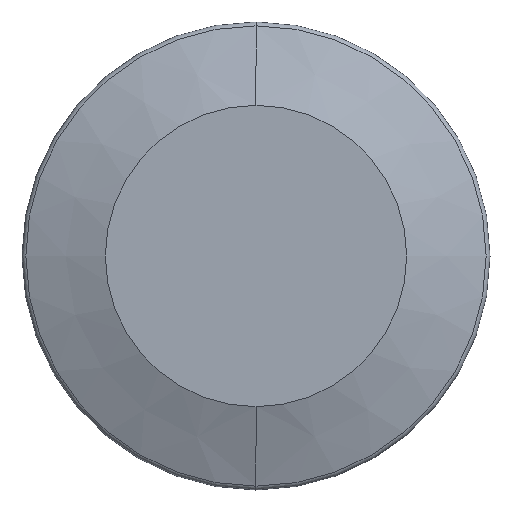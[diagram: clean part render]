
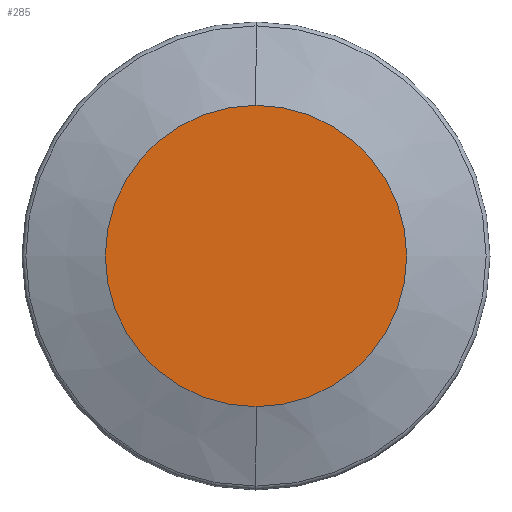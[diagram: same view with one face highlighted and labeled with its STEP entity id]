
A CAD part, left-side view. The second image highlights one B-rep face of the part: STEP entity #285.
In plain terms, the highlighted planar face has unit normal (-1, 0, 0).
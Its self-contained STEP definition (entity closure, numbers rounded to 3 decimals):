
#23 = DIRECTION ( 'NONE',  ( -1., 0., 0. ) ) ;
#35 = EDGE_CURVE ( 'NONE', #572, #269, #257, .T. ) ;
#63 = AXIS2_PLACEMENT_3D ( 'NONE', #508, #429, #268 ) ;
#96 = CIRCLE ( 'NONE', #521, 20.598 ) ;
#99 = CARTESIAN_POINT ( 'NONE',  ( 0., 0., -20.598 ) ) ;
#100 = CARTESIAN_POINT ( 'NONE',  ( 0., 0., 0. ) ) ;
#146 = DIRECTION ( 'NONE',  ( -1., 0., 0. ) ) ;
#150 = PLANE ( 'NONE',  #63 ) ;
#167 = EDGE_CURVE ( 'NONE', #269, #572, #96, .T. ) ;
#257 = CIRCLE ( 'NONE', #420, 20.598 ) ;
#268 = DIRECTION ( 'NONE',  ( 0., 0., -1. ) ) ;
#269 = VERTEX_POINT ( 'NONE', #99 ) ;
#285 = ADVANCED_FACE ( 'NONE', ( #548 ), #150, .F. ) ;
#288 = DIRECTION ( 'NONE',  ( 0., 0., 1. ) ) ;
#297 = CARTESIAN_POINT ( 'NONE',  ( 0., 0., 20.598 ) ) ;
#315 = ORIENTED_EDGE ( 'NONE', *, *, #35, .T. ) ;
#365 = EDGE_LOOP ( 'NONE', ( #520, #315 ) ) ;
#379 = DIRECTION ( 'NONE',  ( 0., 0., 1. ) ) ;
#420 = AXIS2_PLACEMENT_3D ( 'NONE', #544, #146, #379 ) ;
#429 = DIRECTION ( 'NONE',  ( 1., 0., 0. ) ) ;
#508 = CARTESIAN_POINT ( 'NONE',  ( 0., 0., 0. ) ) ;
#520 = ORIENTED_EDGE ( 'NONE', *, *, #167, .T. ) ;
#521 = AXIS2_PLACEMENT_3D ( 'NONE', #100, #23, #288 ) ;
#544 = CARTESIAN_POINT ( 'NONE',  ( 0., 0., 0. ) ) ;
#548 = FACE_OUTER_BOUND ( 'NONE', #365, .T. ) ;
#572 = VERTEX_POINT ( 'NONE', #297 ) ;
